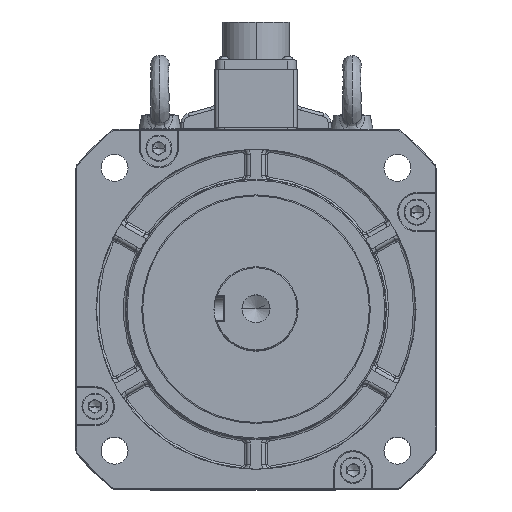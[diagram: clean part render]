
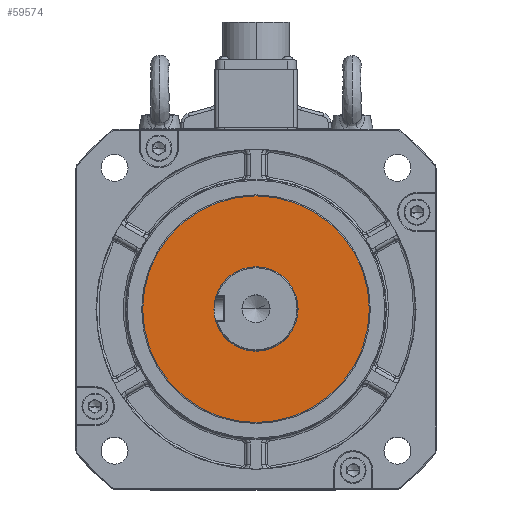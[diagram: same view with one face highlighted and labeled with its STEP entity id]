
A CAD part, top view. The second image highlights one B-rep face of the part: STEP entity #59574.
In plain terms, the highlighted planar face has unit normal (0, 0, 1).
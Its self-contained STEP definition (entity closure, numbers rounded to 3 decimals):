
#3650 = EDGE_CURVE ( 'NONE', #46378, #34740, #79314, .T. ) ;
#5374 = AXIS2_PLACEMENT_3D ( 'NONE', #59112, #31574, #66512 ) ;
#12107 = VERTEX_POINT ( 'NONE', #44248 ) ;
#12762 = FACE_BOUND ( 'NONE', #33621, .T. ) ;
#13177 = CARTESIAN_POINT ( 'NONE',  ( 56.65, 0., 108.2 ) ) ;
#13293 = AXIS2_PLACEMENT_3D ( 'NONE', #19311, #46787, #66644 ) ;
#17021 = ORIENTED_EDGE ( 'NONE', *, *, #52861, .T. ) ;
#19311 = CARTESIAN_POINT ( 'NONE',  ( 52.5, 0., 108.2 ) ) ;
#20351 = VERTEX_POINT ( 'NONE', #13177 ) ;
#23438 = CIRCLE ( 'NONE', #29909, 56.65 ) ;
#29909 = AXIS2_PLACEMENT_3D ( 'NONE', #81187, #60770, #61344 ) ;
#31574 = DIRECTION ( 'NONE',  ( 0., 0., -1. ) ) ;
#33621 = EDGE_LOOP ( 'NONE', ( #80219, #83223 ) ) ;
#34740 = VERTEX_POINT ( 'NONE', #69287 ) ;
#35251 = DIRECTION ( 'NONE',  ( 1., 0., 0. ) ) ;
#35884 = CIRCLE ( 'NONE', #5374, 20.772 ) ;
#40361 = CIRCLE ( 'NONE', #67889, 56.65 ) ;
#43330 = EDGE_CURVE ( 'NONE', #12107, #20351, #40361, .T. ) ;
#44248 = CARTESIAN_POINT ( 'NONE',  ( -56.65, 0., 108.2 ) ) ;
#46378 = VERTEX_POINT ( 'NONE', #49380 ) ;
#46787 = DIRECTION ( 'NONE',  ( 0., 0., 1. ) ) ;
#47780 = AXIS2_PLACEMENT_3D ( 'NONE', #77290, #64279, #50615 ) ;
#49380 = CARTESIAN_POINT ( 'NONE',  ( 0., -20.772, 108.2 ) ) ;
#50615 = DIRECTION ( 'NONE',  ( 0., 1., 0. ) ) ;
#52861 = EDGE_CURVE ( 'NONE', #20351, #12107, #23438, .T. ) ;
#53013 = PLANE ( 'NONE',  #13293 ) ;
#56143 = FACE_OUTER_BOUND ( 'NONE', #76007, .T. ) ;
#59112 = CARTESIAN_POINT ( 'NONE',  ( 0., 0., 108.2 ) ) ;
#59574 = ADVANCED_FACE ( 'NONE', ( #12762, #56143 ), #53013, .T. ) ;
#60770 = DIRECTION ( 'NONE',  ( 0., 0., 1. ) ) ;
#61344 = DIRECTION ( 'NONE',  ( 1., 0., 0. ) ) ;
#64279 = DIRECTION ( 'NONE',  ( 0., 0., -1. ) ) ;
#66512 = DIRECTION ( 'NONE',  ( 0., 1., 0. ) ) ;
#66644 = DIRECTION ( 'NONE',  ( 1., 0., 0. ) ) ;
#67889 = AXIS2_PLACEMENT_3D ( 'NONE', #82052, #75815, #35251 ) ;
#69287 = CARTESIAN_POINT ( 'NONE',  ( 0., 20.772, 108.2 ) ) ;
#75054 = ORIENTED_EDGE ( 'NONE', *, *, #43330, .T. ) ;
#75815 = DIRECTION ( 'NONE',  ( 0., 0., 1. ) ) ;
#76007 = EDGE_LOOP ( 'NONE', ( #75054, #17021 ) ) ;
#77290 = CARTESIAN_POINT ( 'NONE',  ( 0., 0., 108.2 ) ) ;
#79314 = CIRCLE ( 'NONE', #47780, 20.772 ) ;
#80219 = ORIENTED_EDGE ( 'NONE', *, *, #3650, .T. ) ;
#81141 = EDGE_CURVE ( 'NONE', #34740, #46378, #35884, .T. ) ;
#81187 = CARTESIAN_POINT ( 'NONE',  ( 0., 0., 108.2 ) ) ;
#82052 = CARTESIAN_POINT ( 'NONE',  ( 0., 0., 108.2 ) ) ;
#83223 = ORIENTED_EDGE ( 'NONE', *, *, #81141, .T. ) ;
